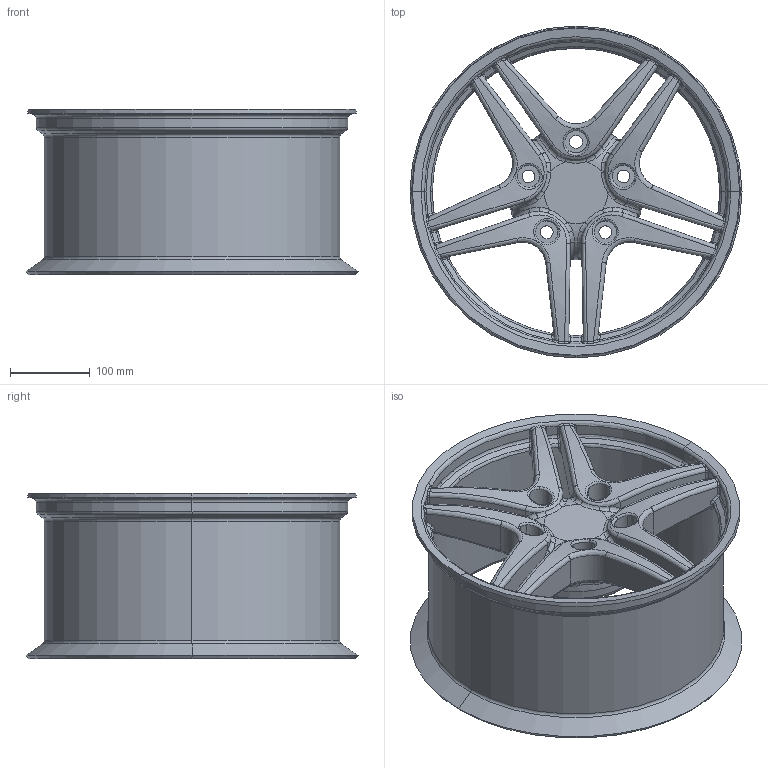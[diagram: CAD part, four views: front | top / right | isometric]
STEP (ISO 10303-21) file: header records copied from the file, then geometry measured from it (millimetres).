
FILE_DESCRIPTION (( 'STEP AP203' ), '1' );
FILE_NAME ('felga.STEP', '2015-11-04T00:16:10', ( '' ), ( '' ), 'SwSTEP 2.0', 'SolidWorks 2014', '' );
FILE_SCHEMA (( 'CONFIG_CONTROL_DESIGN' ));
Length unit declared in the file: millimetre
Products named in the file (1): felga
Bounding box: 415.74 x 415.74 x 207.15 mm (x, y, z)
Volume: 3456863.6 mm3; surface area: 781033.5 mm2
Topology: 1 solids, 1 shells, 508 faces, 1244 edges, 724 vertices
Faces by surface type: bspline 252, cylinder 108, torus 95, plane 28, cone 25
Entity records: 30636 total; most frequent: CARTESIAN_POINT 20258, ORIENTED_EDGE 2488, DIRECTION 1804, EDGE_CURVE 1244, AXIS2_PLACEMENT_3D 823, VERTEX_POINT 724, CIRCLE 566, EDGE_LOOP 524
